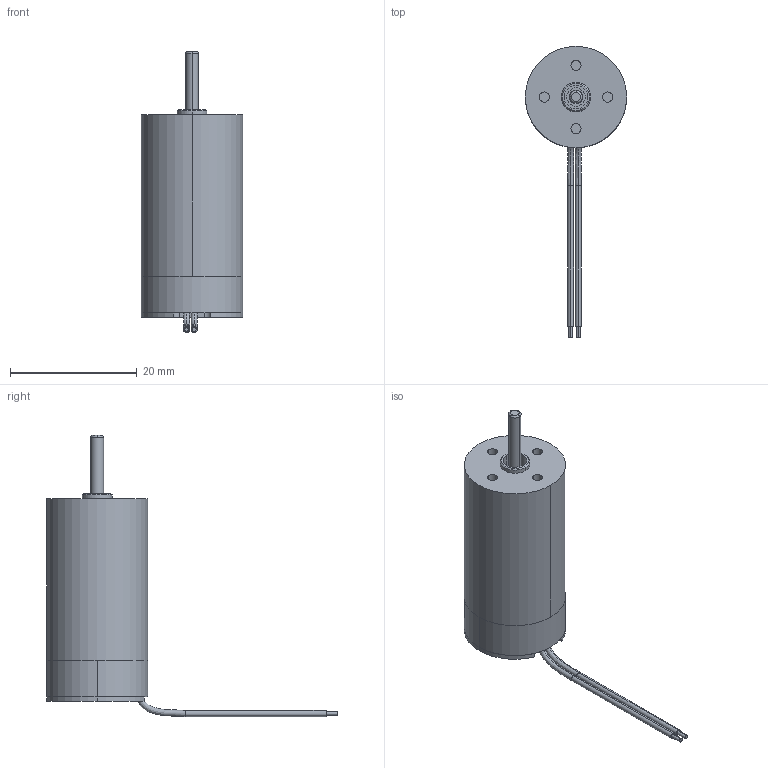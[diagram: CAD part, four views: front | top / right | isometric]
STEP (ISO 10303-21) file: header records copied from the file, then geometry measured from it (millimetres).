
FILE_DESCRIPTION (( 'STEP AP214' ), '1' );
FILE_NAME ('BD1632.STEP', '2025-12-03T06:21:37', ( 'Windows 蚚誧' ), ( 'Organization' ), 'SwSTEP 2.0', 'SolidWorks 2024', '' );
FILE_SCHEMA (( 'AUTOMOTIVE_DESIGN' ));
Length unit declared in the file: millimetre
Products named in the file (1): BD1632
Bounding box: 16 x 45.94 x 44.4 mm (x, y, z)
Volume: 1987.1 mm3; surface area: 5087.4 mm2
Topology: 7 solids, 7 shells, 157 faces, 344 edges, 213 vertices
Faces by surface type: cylinder 84, plane 34, cone 19, torus 16, bspline 4
Entity records: 5234 total; most frequent: CARTESIAN_POINT 1493, DIRECTION 871, ORIENTED_EDGE 688, AXIS2_PLACEMENT_3D 379, EDGE_CURVE 344, CIRCLE 225, VERTEX_POINT 213, EDGE_LOOP 189
